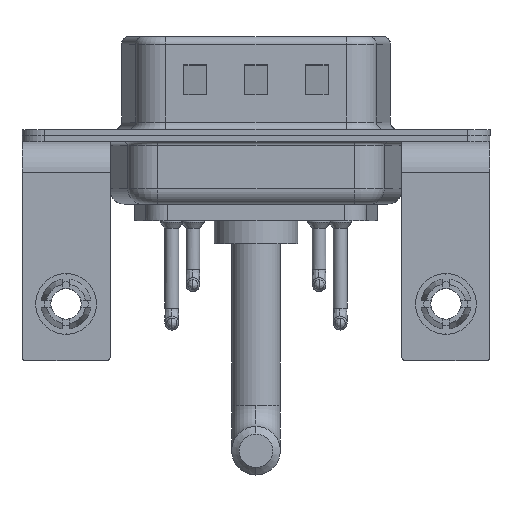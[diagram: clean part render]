
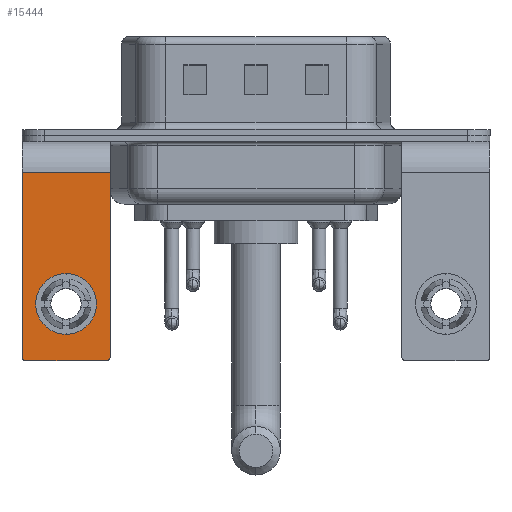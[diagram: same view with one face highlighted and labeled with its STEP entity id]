
A CAD part, front view. The second image highlights one B-rep face of the part: STEP entity #15444.
In plain terms, the highlighted planar face has unit normal (0, -1, 0).
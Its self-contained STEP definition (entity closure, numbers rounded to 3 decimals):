
#282 = VERTEX_POINT ( 'NONE', #5207 ) ;
#336 = ORIENTED_EDGE ( 'NONE', *, *, #15979, .T. ) ;
#566 = VERTEX_POINT ( 'NONE', #3389 ) ;
#836 = PLANE ( 'NONE',  #16245 ) ;
#1141 = DIRECTION ( 'NONE',  ( 0., 0., 1. ) ) ;
#1374 = DIRECTION ( 'NONE',  ( 0., 1., 0. ) ) ;
#2577 = VECTOR ( 'NONE', #3138, 1000. ) ;
#2599 = ORIENTED_EDGE ( 'NONE', *, *, #7519, .F. ) ;
#2827 = LINE ( 'NONE', #8218, #17125 ) ;
#3012 = DIRECTION ( 'NONE',  ( 0., 0., 1. ) ) ;
#3138 = DIRECTION ( 'NONE',  ( 0., 0., -1. ) ) ;
#3304 = CARTESIAN_POINT ( 'NONE',  ( 2.9, -6.25, -2.4 ) ) ;
#3389 = CARTESIAN_POINT ( 'NONE',  ( 0., -6.25, -13.07 ) ) ;
#3773 = EDGE_CURVE ( 'NONE', #10513, #566, #13404, .T. ) ;
#3774 = CARTESIAN_POINT ( 'NONE',  ( 2.9, -6.25, -2.4 ) ) ;
#3918 = AXIS2_PLACEMENT_3D ( 'NONE', #11142, #1374, #21252 ) ;
#4311 = EDGE_CURVE ( 'NONE', #282, #7273, #6544, .T. ) ;
#5126 = EDGE_CURVE ( 'NONE', #6560, #11646, #7476, .T. ) ;
#5207 = CARTESIAN_POINT ( 'NONE',  ( -2.9, -6.25, -2.4 ) ) ;
#5796 = DIRECTION ( 'NONE',  ( 0., 0., 1. ) ) ;
#5813 = EDGE_CURVE ( 'NONE', #7273, #21140, #18365, .T. ) ;
#6464 = CARTESIAN_POINT ( 'NONE',  ( 0., -6.25, -9.07 ) ) ;
#6544 = LINE ( 'NONE', #18188, #2577 ) ;
#6560 = VERTEX_POINT ( 'NONE', #17349 ) ;
#7273 = VERTEX_POINT ( 'NONE', #18730 ) ;
#7329 = FACE_OUTER_BOUND ( 'NONE', #13351, .T. ) ;
#7476 = CIRCLE ( 'NONE', #13439, 0.25 ) ;
#7519 = EDGE_CURVE ( 'NONE', #16345, #11646, #8053, .T. ) ;
#7569 = CARTESIAN_POINT ( 'NONE',  ( 2.9, -6.25, -14.55 ) ) ;
#8053 = LINE ( 'NONE', #9694, #12172 ) ;
#8218 = CARTESIAN_POINT ( 'NONE',  ( 2.9, -6.25, -14.8 ) ) ;
#9008 = EDGE_CURVE ( 'NONE', #6560, #21140, #2827, .T. ) ;
#9275 = CARTESIAN_POINT ( 'NONE',  ( 0., -6.25, -11.07 ) ) ;
#9453 = ORIENTED_EDGE ( 'NONE', *, *, #5126, .T. ) ;
#9694 = CARTESIAN_POINT ( 'NONE',  ( 2.9, -6.25, -2.4 ) ) ;
#10415 = CARTESIAN_POINT ( 'NONE',  ( 2.65, -6.25, -14.55 ) ) ;
#10513 = VERTEX_POINT ( 'NONE', #6464 ) ;
#11092 = ORIENTED_EDGE ( 'NONE', *, *, #4311, .T. ) ;
#11142 = CARTESIAN_POINT ( 'NONE',  ( 0., -6.25, -11.07 ) ) ;
#11162 = EDGE_CURVE ( 'NONE', #16345, #282, #17184, .T. ) ;
#11646 = VERTEX_POINT ( 'NONE', #7569 ) ;
#12172 = VECTOR ( 'NONE', #21116, 1000. ) ;
#12955 = ORIENTED_EDGE ( 'NONE', *, *, #9008, .F. ) ;
#13279 = FACE_BOUND ( 'NONE', #16890, .T. ) ;
#13351 = EDGE_LOOP ( 'NONE', ( #11092, #19131, #12955, #9453, #2599, #18701 ) ) ;
#13404 = CIRCLE ( 'NONE', #3918, 2. ) ;
#13439 = AXIS2_PLACEMENT_3D ( 'NONE', #10415, #15049, #20403 ) ;
#14083 = CIRCLE ( 'NONE', #16910, 2. ) ;
#15049 = DIRECTION ( 'NONE',  ( 0., -1., 0. ) ) ;
#15444 = ADVANCED_FACE ( 'NONE', ( #13279, #7329 ), #836, .F. ) ;
#15552 = AXIS2_PLACEMENT_3D ( 'NONE', #19712, #18070, #1141 ) ;
#15979 = EDGE_CURVE ( 'NONE', #566, #10513, #14083, .T. ) ;
#16245 = AXIS2_PLACEMENT_3D ( 'NONE', #20840, #20940, #5796 ) ;
#16345 = VERTEX_POINT ( 'NONE', #3304 ) ;
#16777 = VECTOR ( 'NONE', #18834, 1000. ) ;
#16890 = EDGE_LOOP ( 'NONE', ( #336, #18104 ) ) ;
#16910 = AXIS2_PLACEMENT_3D ( 'NONE', #9275, #17844, #3012 ) ;
#17125 = VECTOR ( 'NONE', #19636, 1000. ) ;
#17184 = LINE ( 'NONE', #3774, #16777 ) ;
#17349 = CARTESIAN_POINT ( 'NONE',  ( 2.65, -6.25, -14.8 ) ) ;
#17844 = DIRECTION ( 'NONE',  ( 0., 1., 0. ) ) ;
#18070 = DIRECTION ( 'NONE',  ( 0., -1., 0. ) ) ;
#18104 = ORIENTED_EDGE ( 'NONE', *, *, #3773, .T. ) ;
#18188 = CARTESIAN_POINT ( 'NONE',  ( -2.9, -6.25, -2.4 ) ) ;
#18365 = CIRCLE ( 'NONE', #15552, 0.25 ) ;
#18701 = ORIENTED_EDGE ( 'NONE', *, *, #11162, .T. ) ;
#18730 = CARTESIAN_POINT ( 'NONE',  ( -2.9, -6.25, -14.55 ) ) ;
#18834 = DIRECTION ( 'NONE',  ( -1., 0., 0. ) ) ;
#19131 = ORIENTED_EDGE ( 'NONE', *, *, #5813, .T. ) ;
#19636 = DIRECTION ( 'NONE',  ( -1., 0., 0. ) ) ;
#19712 = CARTESIAN_POINT ( 'NONE',  ( -2.65, -6.25, -14.55 ) ) ;
#20403 = DIRECTION ( 'NONE',  ( 0., 0., 1. ) ) ;
#20688 = CARTESIAN_POINT ( 'NONE',  ( -2.65, -6.25, -14.8 ) ) ;
#20840 = CARTESIAN_POINT ( 'NONE',  ( 2.9, -6.25, -2.4 ) ) ;
#20940 = DIRECTION ( 'NONE',  ( 0., 1., 0. ) ) ;
#21116 = DIRECTION ( 'NONE',  ( 0., 0., -1. ) ) ;
#21140 = VERTEX_POINT ( 'NONE', #20688 ) ;
#21252 = DIRECTION ( 'NONE',  ( 0., 0., 1. ) ) ;
